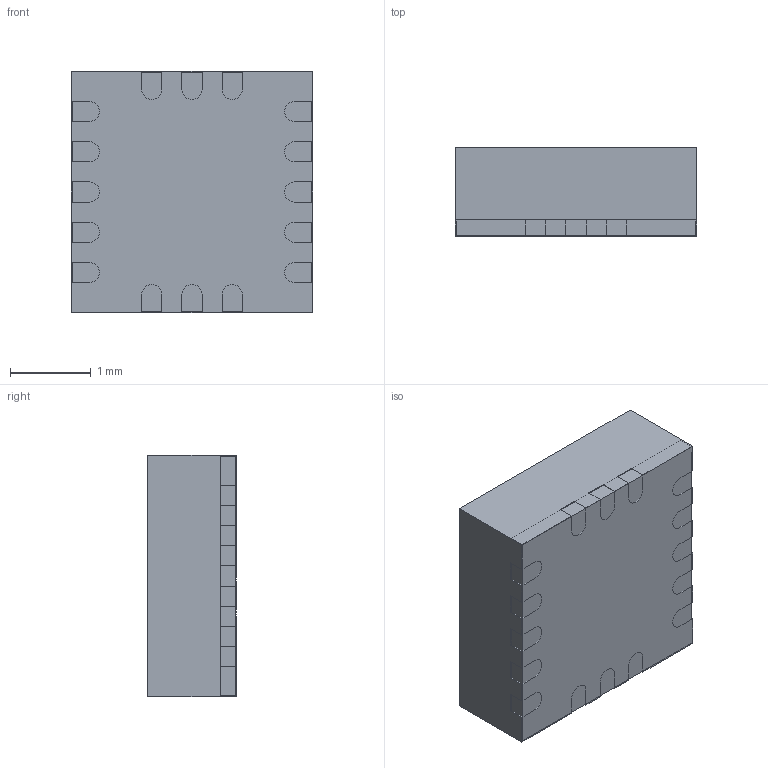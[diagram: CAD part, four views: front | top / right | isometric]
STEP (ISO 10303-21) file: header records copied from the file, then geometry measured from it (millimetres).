
FILE_DESCRIPTION (( 'STEP AP214' ), '1' );
FILE_NAME ('IC,QFN-16,3x3,P5x3.step', '2022-06-21T22:01:32', ( '' ), ( '' ), 'SwSTEP 2.0', 'SolidWorks 2020', '' );
FILE_SCHEMA (( 'AUTOMOTIVE_DESIGN' ));
Length unit declared in the file: millimetre
Products named in the file (1): IC,QFN-16,3x3,P5x3
Bounding box: 3 x 1.1 x 3 mm (x, y, z)
Surface area: 53.2 mm2
Topology: 2 solids, 2 shells, 84 faces, 237 edges, 158 vertices
Faces by surface type: plane 61, cylinder 23
Entity records: 2750 total; most frequent: CARTESIAN_POINT 480, ORIENTED_EDGE 474, DIRECTION 453, EDGE_CURVE 237, LINE 191, VECTOR 191, VERTEX_POINT 158, AXIS2_PLACEMENT_3D 131
